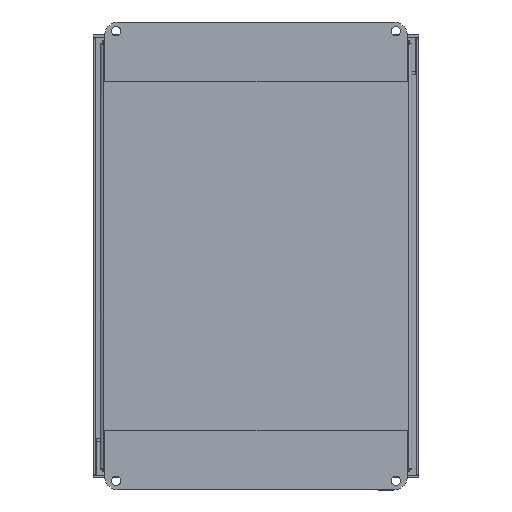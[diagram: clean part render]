
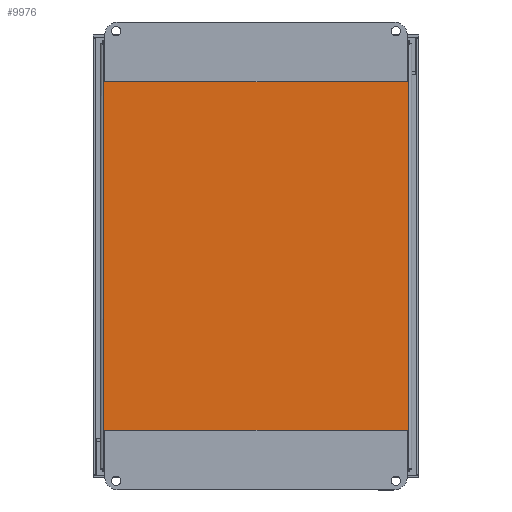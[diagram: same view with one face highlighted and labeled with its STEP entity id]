
A CAD part, top view. The second image highlights one B-rep face of the part: STEP entity #9976.
In plain terms, the highlighted face is planar.
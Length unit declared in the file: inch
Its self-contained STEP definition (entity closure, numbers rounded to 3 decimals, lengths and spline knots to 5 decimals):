
#1199=FACE_OUTER_BOUND('',#1788,.T.);
#1788=EDGE_LOOP('',(#8278,#8279,#8280,#8281));
#2739=LINE('',#16470,#3710);
#2745=LINE('',#16551,#3716);
#2749=LINE('',#16628,#3720);
#2754=LINE('',#16706,#3725);
#3710=VECTOR('',#12887,11.5395);
#3716=VECTOR('',#12901,8.2895);
#3720=VECTOR('',#12911,11.5395);
#3725=VECTOR('',#12924,8.2895);
#4576=VERTEX_POINT('',#16461);
#4577=VERTEX_POINT('',#16469);
#4580=VERTEX_POINT('',#16543);
#4582=VERTEX_POINT('',#16620);
#5818=EDGE_CURVE('',#4577,#4576,#2739,.T.);
#5828=EDGE_CURVE('',#4576,#4580,#2745,.T.);
#5836=EDGE_CURVE('',#4580,#4582,#2749,.T.);
#5845=EDGE_CURVE('',#4582,#4577,#2754,.T.);
#8278=ORIENTED_EDGE('',*,*,#5818,.T.);
#8279=ORIENTED_EDGE('',*,*,#5828,.T.);
#8280=ORIENTED_EDGE('',*,*,#5836,.T.);
#8281=ORIENTED_EDGE('',*,*,#5845,.T.);
#9098=PLANE('',#10692);
#9976=ADVANCED_FACE('',(#1199),#9098,.F.);
#10692=AXIS2_PLACEMENT_3D('',#16772,#12931,#12932);
#12887=DIRECTION('',(0.,-1.,0.));
#12901=DIRECTION('',(-1.,0.,0.));
#12911=DIRECTION('',(0.,1.,0.));
#12924=DIRECTION('',(1.,0.,0.));
#12931=DIRECTION('center_axis',(0.,0.,1.));
#12932=DIRECTION('ref_axis',(1.,0.,0.));
#16461=CARTESIAN_POINT('',(8.39475,0.10525,0.));
#16469=CARTESIAN_POINT('',(8.39475,11.64475,0.));
#16470=CARTESIAN_POINT('',(8.39475,8.75988,0.));
#16543=CARTESIAN_POINT('',(0.10525,0.10525,0.));
#16551=CARTESIAN_POINT('',(6.32238,0.10525,0.));
#16620=CARTESIAN_POINT('',(0.10525,11.64475,0.));
#16628=CARTESIAN_POINT('',(0.10525,2.99013,0.));
#16706=CARTESIAN_POINT('',(2.17763,11.64475,0.));
#16772=CARTESIAN_POINT('Origin',(4.25,5.875,0.));
